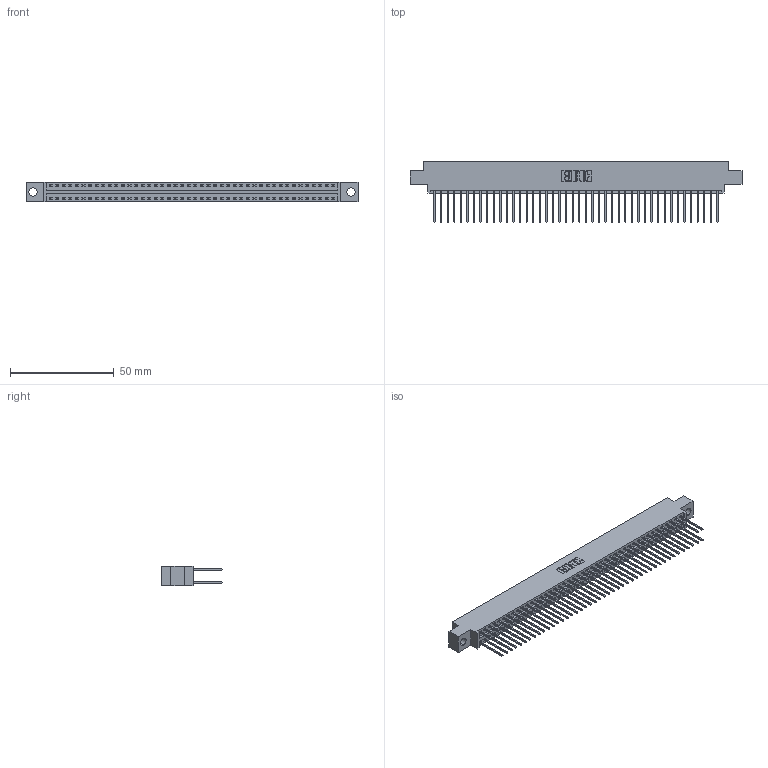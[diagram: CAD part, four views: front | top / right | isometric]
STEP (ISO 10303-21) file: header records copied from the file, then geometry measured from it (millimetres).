
FILE_DESCRIPTION (( 'STEP AP203' ), '1' );
FILE_NAME ('396-088-540-804.STEP', '2018-09-10T06:02:52', ( '' ), ( '' ), 'SwSTEP 2.0', 'SolidWorks 2016', '' );
FILE_SCHEMA (( 'CONFIG_CONTROL_DESIGN' ));
Length unit declared in the file: inch
Products named in the file (3): 345-292-001_345-293-140; 396-088-540-804; 346 Part_0.170 Offset - 0.156 Dia-TH
Assembly tree (89 placements, depth 2):
  396-088-540-804
    346 Part_0.170 Offset - 0.156 Dia-TH
    345-292-001_345-293-140  x88
Bounding box: 160.27 x 29.46 x 9.4 mm (x, y, z)
Volume: 15735.4 mm3; surface area: 23231.7 mm2
Topology: 89 solids, 89 shells, 4702 faces, 13981 edges, 9202 vertices
Faces by surface type: plane 3160, cylinder 1542
Entity records: 28599 total; most frequent: CARTESIAN_POINT 4712, ORIENTED_EDGE 4646, DIRECTION 4203, EDGE_CURVE 2323, VECTOR 2015, LINE 2015, VERTEX_POINT 1546, AXIS2_PLACEMENT_3D 1094
